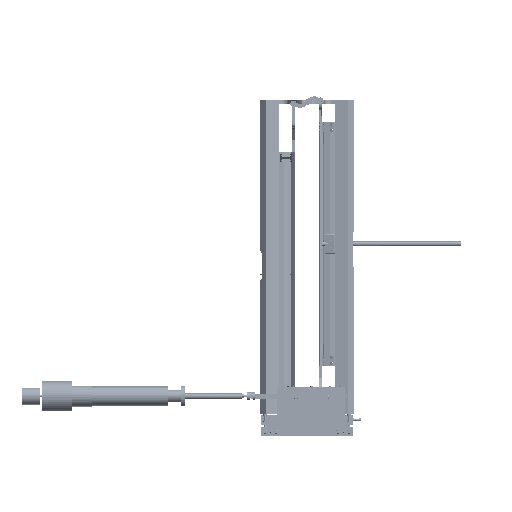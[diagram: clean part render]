
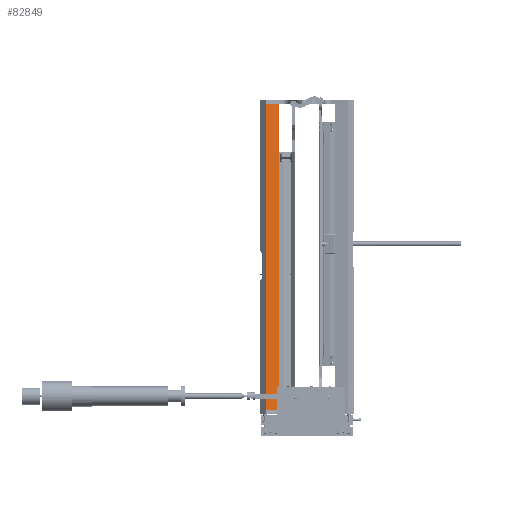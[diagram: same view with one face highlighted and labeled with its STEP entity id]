
A CAD part, front view. The second image highlights one B-rep face of the part: STEP entity #82849.
In plain terms, the highlighted free-form (B-spline) face has degree [1, 1] with [2, 2] control points.
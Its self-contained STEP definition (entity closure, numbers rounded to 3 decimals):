
#82616=CARTESIAN_POINT('V37',(51.027,2.541,
   0.));
#82617=VERTEX_POINT('V37',#82616);
#82623=CARTESIAN_POINT('V38',(51.027,2.541,
   -502.636));
#82624=VERTEX_POINT('V38',#82623);
#82625=CARTESIAN_POINT('E50',(51.027,2.541,
   0.));
#82626=CARTESIAN_POINT('E50',(51.027,2.541,
   -502.636));
#82627=B_SPLINE_CURVE_WITH_KNOTS('E50',1,(#82625,#82626),
   .POLYLINE_FORM.,.F.,.U.,(2,2),(0.0,0.988),
   .UNSPECIFIED.);
#82628=EDGE_CURVE('E50',#82617,#82624,#82627,.T.);
#82813=CARTESIAN_POINT('V40',(29.443,6.347,
   -502.636));
#82814=VERTEX_POINT('V40',#82813);
#82815=CARTESIAN_POINT('E54',(29.443,6.347,
   -502.636));
#82816=CARTESIAN_POINT('E54',(51.027,2.541,
   -502.636));
#82817=B_SPLINE_CURVE_WITH_KNOTS('E54',1,(#82815,#82816),
   .POLYLINE_FORM.,.F.,.U.,(2,2),(0.0,3.653),
   .UNSPECIFIED.);
#82818=EDGE_CURVE('E54',#82814,#82624,#82817,.T.);
#82828=CARTESIAN_POINT('F18',(29.345,6.364,
   -508.736));
#82829=CARTESIAN_POINT('F18',(51.125,2.524,
   -508.736));
#82830=CARTESIAN_POINT('F18',(29.345,6.364,
   0.1));
#82831=CARTESIAN_POINT('F18',(51.125,2.524,
   0.1));
#82832=B_SPLINE_SURFACE_WITH_KNOTS('F18',1,1,((#82828,#82830),(
   #82829,#82831)),.PLANE_SURF.,.F.,.F.,.U.,(2,2),(2,2),(0.0,1.0),
   (0.0,23.007),.UNSPECIFIED.);
#82833=ORIENTED_EDGE('E54',*,*,#82818,.T.);
#82834=ORIENTED_EDGE('E50',*,*,#82628,.F.);
#82835=CARTESIAN_POINT('V42',(29.443,6.347,
   0.0));
#82836=VERTEX_POINT('V42',#82835);
#82837=CARTESIAN_POINT('E57',(29.443,6.347,
   0.0));
#82838=CARTESIAN_POINT('E57',(51.027,2.541,
   0.0));
#82839=QUASI_UNIFORM_CURVE('E57',1,(#82837,#82838),.POLYLINE_FORM.,
   .F.,.U.);
#82840=EDGE_CURVE('E57',#82836,#82617,#82839,.T.);
#82841=ORIENTED_EDGE('E57',*,*,#82840,.F.);
#82842=CARTESIAN_POINT('E60',(29.443,6.347,
   -502.636));
#82843=CARTESIAN_POINT('E60',(29.443,6.347,
   0.0));
#82844=B_SPLINE_CURVE_WITH_KNOTS('E60',1,(#82842,#82843),
   .POLYLINE_FORM.,.F.,.U.,(2,2),(0.012,1.0),
   .UNSPECIFIED.);
#82845=EDGE_CURVE('E60',#82814,#82836,#82844,.T.);
#82846=ORIENTED_EDGE('E60',*,*,#82845,.F.);
#82847=EDGE_LOOP('F18',(#82833,#82834,#82841,#82846));
#82848=FACE_OUTER_BOUND('F18',#82847,.T.);
#82849=ADVANCED_FACE('F18',(#82848),#82832,.T.);
